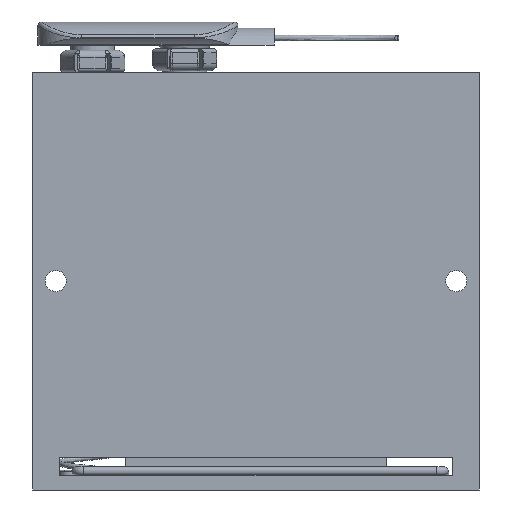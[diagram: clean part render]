
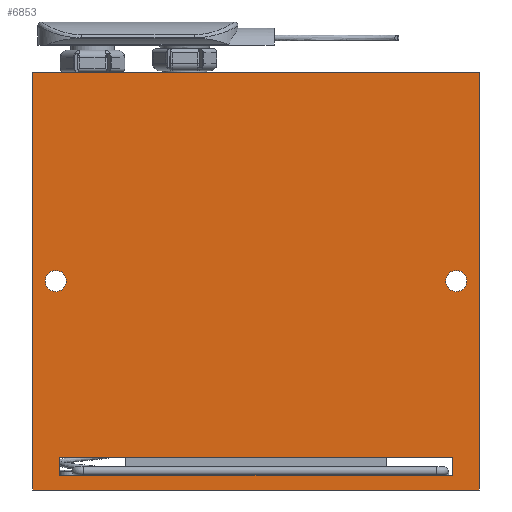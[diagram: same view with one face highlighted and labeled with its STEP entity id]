
A CAD part, front view. The second image highlights one B-rep face of the part: STEP entity #6853.
In plain terms, the highlighted planar face has unit normal (0, -1, 0).
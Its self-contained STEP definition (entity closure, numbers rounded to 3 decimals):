
#292=LINE('',#10163,#813);
#293=LINE('',#10165,#814);
#294=LINE('',#10167,#815);
#295=LINE('',#10168,#816);
#296=LINE('',#10171,#817);
#297=LINE('',#10173,#818);
#298=LINE('',#10175,#819);
#299=LINE('',#10176,#820);
#813=VECTOR('',#8139,61.5);
#814=VECTOR('',#8140,57.5);
#815=VECTOR('',#8141,61.5);
#816=VECTOR('',#8142,57.5);
#817=VECTOR('',#8143,54.);
#818=VECTOR('',#8144,2.5);
#819=VECTOR('',#8145,54.);
#820=VECTOR('',#8146,2.5);
#1331=PLANE('',#7318);
#1559=FACE_BOUND('',#2135,.T.);
#1560=FACE_BOUND('',#2136,.T.);
#1561=FACE_BOUND('',#2137,.T.);
#1700=FACE_OUTER_BOUND('',#2134,.T.);
#2134=EDGE_LOOP('',(#4712,#4713,#4714,#4715));
#2135=EDGE_LOOP('',(#4716));
#2136=EDGE_LOOP('',(#4717));
#2137=EDGE_LOOP('',(#4718,#4719,#4720,#4721));
#2686=CIRCLE('',#7313,1.45);
#2688=CIRCLE('',#7316,1.45);
#2991=VERTEX_POINT('',#10144);
#2993=VERTEX_POINT('',#10149);
#2998=VERTEX_POINT('',#10161);
#2999=VERTEX_POINT('',#10162);
#3000=VERTEX_POINT('',#10164);
#3001=VERTEX_POINT('',#10166);
#3002=VERTEX_POINT('',#10169);
#3003=VERTEX_POINT('',#10170);
#3004=VERTEX_POINT('',#10172);
#3005=VERTEX_POINT('',#10174);
#3697=EDGE_CURVE('',#2991,#2991,#2686,.T.);
#3699=EDGE_CURVE('',#2993,#2993,#2688,.T.);
#3704=EDGE_CURVE('',#2998,#2999,#292,.T.);
#3705=EDGE_CURVE('',#3000,#2999,#293,.T.);
#3706=EDGE_CURVE('',#3000,#3001,#294,.T.);
#3707=EDGE_CURVE('',#3001,#2998,#295,.T.);
#3708=EDGE_CURVE('',#3002,#3003,#296,.T.);
#3709=EDGE_CURVE('',#3003,#3004,#297,.T.);
#3710=EDGE_CURVE('',#3004,#3005,#298,.T.);
#3711=EDGE_CURVE('',#3005,#3002,#299,.T.);
#4712=ORIENTED_EDGE('',*,*,#3704,.T.);
#4713=ORIENTED_EDGE('',*,*,#3705,.F.);
#4714=ORIENTED_EDGE('',*,*,#3706,.T.);
#4715=ORIENTED_EDGE('',*,*,#3707,.T.);
#4716=ORIENTED_EDGE('',*,*,#3699,.T.);
#4717=ORIENTED_EDGE('',*,*,#3697,.T.);
#4718=ORIENTED_EDGE('',*,*,#3708,.T.);
#4719=ORIENTED_EDGE('',*,*,#3709,.T.);
#4720=ORIENTED_EDGE('',*,*,#3710,.T.);
#4721=ORIENTED_EDGE('',*,*,#3711,.T.);
#6853=ADVANCED_FACE('',(#1700,#1559,#1560,#1561),#1331,.T.);
#7313=AXIS2_PLACEMENT_3D('',#10145,#8123,#8124);
#7316=AXIS2_PLACEMENT_3D('',#10150,#8129,#8130);
#7318=AXIS2_PLACEMENT_3D('',#10160,#8137,#8138);
#8123=DIRECTION('center_axis',(0.,1.,0.));
#8124=DIRECTION('ref_axis',(1.,0.,0.));
#8129=DIRECTION('center_axis',(0.,1.,0.));
#8130=DIRECTION('ref_axis',(1.,0.,0.));
#8137=DIRECTION('center_axis',(0.,-1.,0.));
#8138=DIRECTION('ref_axis',(0.,0.,-1.));
#8139=DIRECTION('',(-1.,0.,0.));
#8140=DIRECTION('',(0.,0.,1.));
#8141=DIRECTION('',(1.,0.,0.));
#8142=DIRECTION('',(0.,0.,1.));
#8143=DIRECTION('',(1.,0.,0.));
#8144=DIRECTION('',(0.,0.,-1.));
#8145=DIRECTION('',(-1.,0.,0.));
#8146=DIRECTION('',(0.,0.,1.));
#10144=CARTESIAN_POINT('',(535.375,4.051,28.75));
#10145=CARTESIAN_POINT('Origin',(536.825,4.051,28.75));
#10149=CARTESIAN_POINT('',(590.475,4.051,28.75));
#10150=CARTESIAN_POINT('Origin',(591.925,4.051,28.75));
#10160=CARTESIAN_POINT('Origin',(582.625,4.051,0.));
#10161=CARTESIAN_POINT('',(595.125,4.051,57.5));
#10162=CARTESIAN_POINT('',(533.625,4.051,57.5));
#10163=CARTESIAN_POINT('',(595.125,4.051,57.5));
#10164=CARTESIAN_POINT('',(533.625,4.051,0.));
#10165=CARTESIAN_POINT('',(533.625,4.051,0.));
#10166=CARTESIAN_POINT('',(595.125,4.051,0.));
#10167=CARTESIAN_POINT('',(533.625,4.051,0.));
#10168=CARTESIAN_POINT('',(595.125,4.051,0.));
#10169=CARTESIAN_POINT('',(537.375,4.051,4.5));
#10170=CARTESIAN_POINT('',(591.375,4.051,4.5));
#10171=CARTESIAN_POINT('',(537.375,4.051,4.5));
#10172=CARTESIAN_POINT('',(591.375,4.051,2.));
#10173=CARTESIAN_POINT('',(591.375,4.051,4.5));
#10174=CARTESIAN_POINT('',(537.375,4.051,2.));
#10175=CARTESIAN_POINT('',(591.375,4.051,2.));
#10176=CARTESIAN_POINT('',(537.375,4.051,2.));
